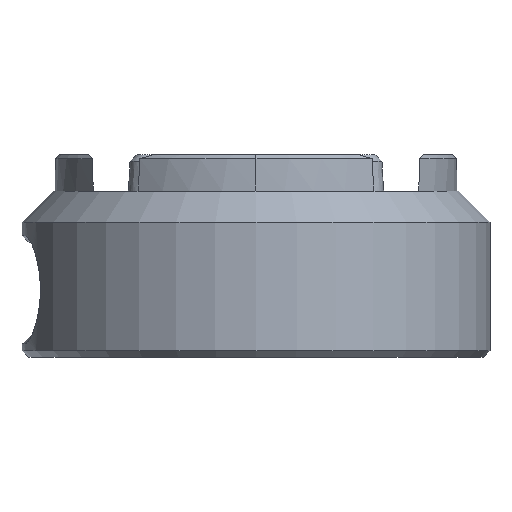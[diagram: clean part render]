
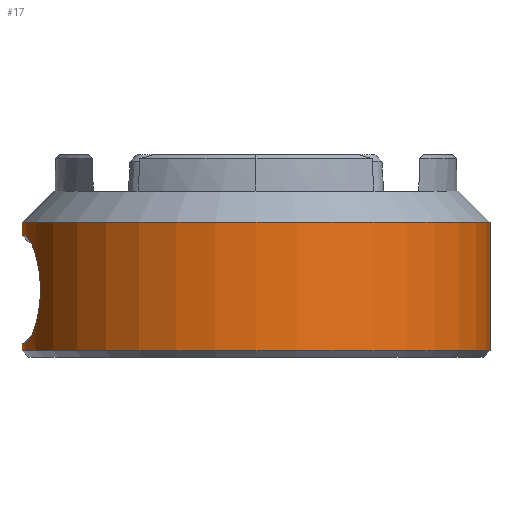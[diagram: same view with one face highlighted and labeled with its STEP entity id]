
A CAD part, front view. The second image highlights one B-rep face of the part: STEP entity #17.
In plain terms, the highlighted cylindrical face has radius 17.3 mm (diameter 34.6 mm), a full revolution.
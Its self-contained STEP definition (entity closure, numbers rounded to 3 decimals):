
#17 = ADVANCED_FACE('',(#18,#97),#133,.T.);
#18 = FACE_BOUND('',#19,.T.);
#19 = EDGE_LOOP('',(#20,#31,#58,#67));
#20 = ORIENTED_EDGE('',*,*,#21,.F.);
#21 = EDGE_CURVE('',#22,#24,#26,.T.);
#22 = VERTEX_POINT('',#23);
#23 = CARTESIAN_POINT('',(-17.067,2.832,-9.));
#24 = VERTEX_POINT('',#25);
#25 = CARTESIAN_POINT('',(-17.067,-2.832,-9.));
#26 = CIRCLE('',#27,17.3);
#27 = AXIS2_PLACEMENT_3D('',#28,#29,#30);
#28 = CARTESIAN_POINT('',(0.,0.,-9.));
#29 = DIRECTION('',(0.,0.,1.));
#30 = DIRECTION('',(-0.987,0.159,0.));
#31 = ORIENTED_EDGE('',*,*,#32,.F.);
#32 = EDGE_CURVE('',#33,#22,#35,.T.);
#33 = VERTEX_POINT('',#34);
#34 = CARTESIAN_POINT('',(-17.067,2.832,-1.));
#35 = B_SPLINE_CURVE_WITH_KNOTS('',6,(#36,#37,#38,#39,#40,#41,#42,#43,
    #44,#45,#46,#47,#48,#49,#50,#51,#52,#53,#54,#55,#56,#57),
  .UNSPECIFIED.,.F.,.F.,(7,5,5,5,7),(55.717,58.734,
    61.204,65.271,66.732),.UNSPECIFIED.);
#36 = CARTESIAN_POINT('',(-17.067,2.832,-1.));
#37 = CARTESIAN_POINT('',(-16.951,3.527,-1.));
#38 = CARTESIAN_POINT('',(-16.808,4.178,-1.149)
  );
#39 = CARTESIAN_POINT('',(-16.65,4.754,-1.415)
  );
#40 = CARTESIAN_POINT('',(-16.495,5.246,-1.767
    ));
#41 = CARTESIAN_POINT('',(-16.357,5.644,-2.174
    ));
#42 = CARTESIAN_POINT('',(-16.148,6.212,-2.968
    ));
#43 = CARTESIAN_POINT('',(-16.069,6.413,-3.349)
  );
#44 = CARTESIAN_POINT('',(-16.007,6.564,-3.75
    ));
#45 = CARTESIAN_POINT('',(-15.965,6.664,-4.162
    ));
#46 = CARTESIAN_POINT('',(-15.944,6.714,-4.581
    ));
#47 = CARTESIAN_POINT('',(-15.944,6.714,-5.688
    ));
#48 = CARTESIAN_POINT('',(-16.001,6.578,-6.374
    ));
#49 = CARTESIAN_POINT('',(-16.114,6.309,-7.034
    ));
#50 = CARTESIAN_POINT('',(-16.276,5.902,-7.644)
  );
#51 = CARTESIAN_POINT('',(-16.471,5.343,-8.174
    ));
#52 = CARTESIAN_POINT('',(-16.741,4.372,-8.69
    ));
#53 = CARTESIAN_POINT('',(-16.813,4.094,-8.808
    ));
#54 = CARTESIAN_POINT('',(-16.883,3.797,-8.901
    ));
#55 = CARTESIAN_POINT('',(-16.951,3.484,-8.966
    ));
#56 = CARTESIAN_POINT('',(-17.012,3.161,-9.));
#57 = CARTESIAN_POINT('',(-17.067,2.832,-9.));
#58 = ORIENTED_EDGE('',*,*,#59,.F.);
#59 = EDGE_CURVE('',#60,#33,#62,.T.);
#60 = VERTEX_POINT('',#61);
#61 = CARTESIAN_POINT('',(-17.067,-2.832,-1.));
#62 = CIRCLE('',#63,17.3);
#63 = AXIS2_PLACEMENT_3D('',#64,#65,#66);
#64 = CARTESIAN_POINT('',(0.,0.,-1.));
#65 = DIRECTION('',(0.,0.,-1.));
#66 = DIRECTION('',(-0.987,-0.159,0.)
  );
#67 = ORIENTED_EDGE('',*,*,#68,.F.);
#68 = EDGE_CURVE('',#24,#60,#69,.T.);
#69 = B_SPLINE_CURVE_WITH_KNOTS('',6,(#70,#71,#72,#73,#74,#75,#76,#77,
    #78,#79,#80,#81,#82,#83,#84,#85,#86,#87,#88,#89,#90,#91,#92,#93,#94,
    #95,#96),.UNSPECIFIED.,.F.,.F.,(7,5,5,5,5,7),(39.014,
    42.034,44.506,46.378,48.569,
    50.028),.UNSPECIFIED.);
#70 = CARTESIAN_POINT('',(-17.067,-2.832,-9.));
#71 = CARTESIAN_POINT('',(-16.951,-3.527,-9.));
#72 = CARTESIAN_POINT('',(-16.808,-4.178,-8.851
    ));
#73 = CARTESIAN_POINT('',(-16.65,-4.754,
    -8.585));
#74 = CARTESIAN_POINT('',(-16.495,-5.246,-8.233
    ));
#75 = CARTESIAN_POINT('',(-16.357,-5.644,
    -7.826));
#76 = CARTESIAN_POINT('',(-16.148,-6.212,
    -7.032));
#77 = CARTESIAN_POINT('',(-16.069,-6.413,-6.651
    ));
#78 = CARTESIAN_POINT('',(-16.007,-6.564,
    -6.25));
#79 = CARTESIAN_POINT('',(-15.965,-6.664,-5.838
    ));
#80 = CARTESIAN_POINT('',(-15.944,-6.714,
    -5.419));
#81 = CARTESIAN_POINT('',(-15.944,-6.714,
    -4.684));
#82 = CARTESIAN_POINT('',(-15.956,-6.685,
    -4.367));
#83 = CARTESIAN_POINT('',(-15.98,-6.628,
    -4.053));
#84 = CARTESIAN_POINT('',(-16.016,-6.541,
    -3.744));
#85 = CARTESIAN_POINT('',(-16.063,-6.426,
    -3.443));
#86 = CARTESIAN_POINT('',(-16.186,-6.112,
    -2.812));
#87 = CARTESIAN_POINT('',(-16.265,-5.901,-2.487
    ));
#88 = CARTESIAN_POINT('',(-16.356,-5.649,
    -2.181));
#89 = CARTESIAN_POINT('',(-16.456,-5.354,
    -1.899));
#90 = CARTESIAN_POINT('',(-16.562,-5.014,
    -1.651));
#91 = CARTESIAN_POINT('',(-16.741,-4.372,
    -1.31));
#92 = CARTESIAN_POINT('',(-16.813,-4.094,
    -1.192));
#93 = CARTESIAN_POINT('',(-16.883,-3.797,
    -1.099));
#94 = CARTESIAN_POINT('',(-16.951,-3.484,
    -1.034));
#95 = CARTESIAN_POINT('',(-17.012,-3.161,-1.));
#96 = CARTESIAN_POINT('',(-17.067,-2.832,-1.));
#97 = FACE_BOUND('',#98,.T.);
#98 = EDGE_LOOP('',(#99,#109,#118,#125,#126));
#99 = ORIENTED_EDGE('',*,*,#100,.F.);
#100 = EDGE_CURVE('',#101,#103,#105,.T.);
#101 = VERTEX_POINT('',#102);
#102 = CARTESIAN_POINT('',(17.3,0.,0.));
#103 = VERTEX_POINT('',#104);
#104 = CARTESIAN_POINT('',(17.3,0.,-9.5));
#105 = LINE('',#106,#107);
#106 = CARTESIAN_POINT('',(17.3,0.,0.));
#107 = VECTOR('',#108,1.);
#108 = DIRECTION('',(0.,0.,-1.));
#109 = ORIENTED_EDGE('',*,*,#110,.F.);
#110 = EDGE_CURVE('',#111,#101,#113,.T.);
#111 = VERTEX_POINT('',#112);
#112 = CARTESIAN_POINT('',(-17.3,0.,-0.));
#113 = CIRCLE('',#114,17.3);
#114 = AXIS2_PLACEMENT_3D('',#115,#116,#117);
#115 = CARTESIAN_POINT('',(0.,0.,0.));
#116 = DIRECTION('',(0.,0.,1.));
#117 = DIRECTION('',(-1.,0.,0.));
#118 = ORIENTED_EDGE('',*,*,#119,.F.);
#119 = EDGE_CURVE('',#101,#111,#120,.T.);
#120 = CIRCLE('',#121,17.3);
#121 = AXIS2_PLACEMENT_3D('',#122,#123,#124);
#122 = CARTESIAN_POINT('',(0.,0.,0.));
#123 = DIRECTION('',(0.,0.,1.));
#124 = DIRECTION('',(-1.,0.,0.));
#125 = ORIENTED_EDGE('',*,*,#100,.T.);
#126 = ORIENTED_EDGE('',*,*,#127,.T.);
#127 = EDGE_CURVE('',#103,#103,#128,.T.);
#128 = CIRCLE('',#129,17.3);
#129 = AXIS2_PLACEMENT_3D('',#130,#131,#132);
#130 = CARTESIAN_POINT('',(0.,0.,-9.5));
#131 = DIRECTION('',(0.,0.,1.));
#132 = DIRECTION('',(1.,0.,0.));
#133 = CYLINDRICAL_SURFACE('',#134,17.3);
#134 = AXIS2_PLACEMENT_3D('',#135,#136,#137);
#135 = CARTESIAN_POINT('',(0.,0.,0.));
#136 = DIRECTION('',(0.,0.,1.));
#137 = DIRECTION('',(1.,0.,0.));
